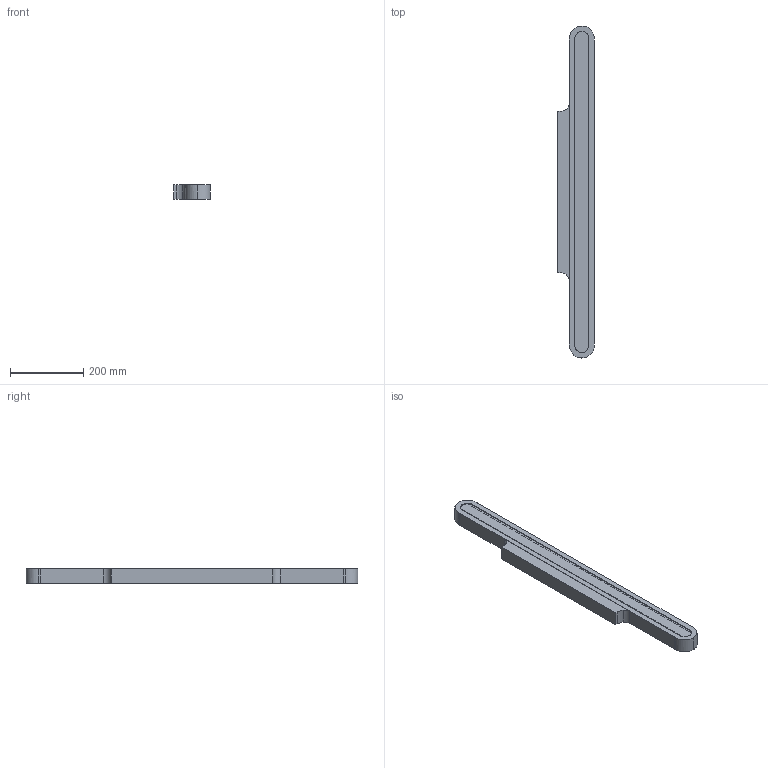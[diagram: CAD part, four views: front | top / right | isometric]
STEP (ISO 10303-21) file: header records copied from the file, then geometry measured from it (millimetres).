
FILE_DESCRIPTION(/* description */ (''),/* implementation_level */ '2;1');
FILE_NAME(/* name */ 'Talo_Parete_90_3D',/* time_stamp */ '2012-01-20T15:56:41+01:00',/* author */ (''),/* organization */ (''),/* preprocessor_version */ 'ST-DEVELOPER v10',/* originating_system */ '',/* authorisation */ '');
FILE_SCHEMA (('CONFIG_CONTROL_DESIGN'));
Length unit declared in the file: millimetre
Products named in the file (1): 1
Bounding box: 100 x 905 x 40 mm (x, y, z)
Volume: 2081662.8 mm3; surface area: 517212.1 mm2
Topology: 4 solids, 4 shells, 66 faces, 176 edges, 116 vertices
Faces by surface type: plane 42, bspline 24
Entity records: 2262 total; most frequent: CARTESIAN_POINT 1068, ORIENTED_EDGE 352, EDGE_CURVE 176, B_SPLINE_CURVE_WITH_KNOTS 124, VERTEX_POINT 116, EDGE_LOOP 68, ADVANCED_FACE 66, FACE_OUTER_BOUND 66
